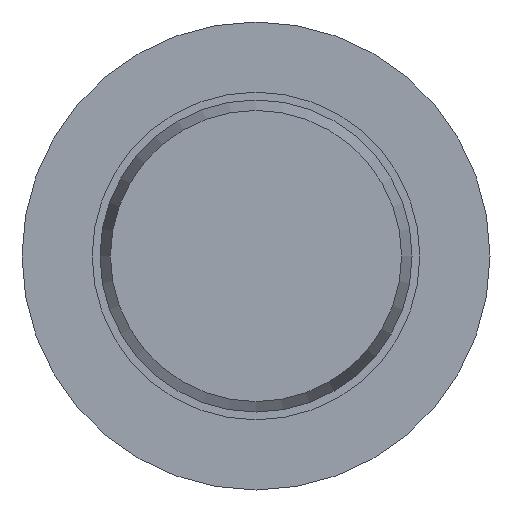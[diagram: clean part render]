
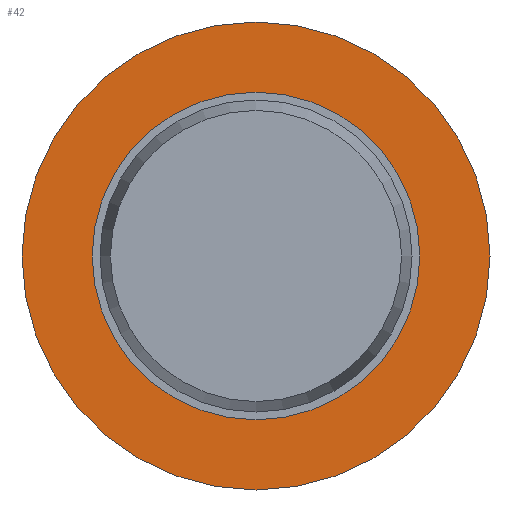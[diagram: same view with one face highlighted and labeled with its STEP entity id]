
A CAD part, front view. The second image highlights one B-rep face of the part: STEP entity #42.
In plain terms, the highlighted planar face has unit normal (0, -1, 0).
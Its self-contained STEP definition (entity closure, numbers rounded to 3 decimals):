
#42 = ADVANCED_FACE( '', ( #89, #90 ), #91, .F. );
#89 = FACE_BOUND( '', #142, .T. );
#90 = FACE_OUTER_BOUND( '', #143, .T. );
#91 = PLANE( '', #144 );
#142 = EDGE_LOOP( '', ( #195 ) );
#143 = EDGE_LOOP( '', ( #196 ) );
#144 = AXIS2_PLACEMENT_3D( '', #197, #198, #199 );
#195 = ORIENTED_EDGE( '', *, *, #255, .F. );
#196 = ORIENTED_EDGE( '', *, *, #256, .T. );
#197 = CARTESIAN_POINT( '', ( 15., 20., 0. ) );
#198 = DIRECTION( '', ( 0., 1., 0. ) );
#199 = DIRECTION( '', ( 0., 0., 1. ) );
#255 = EDGE_CURVE( '', #283, #283, #284, .T. );
#256 = EDGE_CURVE( '', #285, #285, #286, .T. );
#283 = VERTEX_POINT( '', #317 );
#284 = CIRCLE( '', #318, 10.5 );
#285 = VERTEX_POINT( '', #319 );
#286 = CIRCLE( '', #320, 15. );
#317 = CARTESIAN_POINT( '', ( 0., 20., -10.5 ) );
#318 = AXIS2_PLACEMENT_3D( '', #352, #353, #354 );
#319 = CARTESIAN_POINT( '', ( 0., 20., -15. ) );
#320 = AXIS2_PLACEMENT_3D( '', #355, #356, #357 );
#352 = CARTESIAN_POINT( '', ( 0., 20., 0. ) );
#353 = DIRECTION( '', ( 0., -1., 0. ) );
#354 = DIRECTION( '', ( 0., 0., -1. ) );
#355 = CARTESIAN_POINT( '', ( 0., 20., 0. ) );
#356 = DIRECTION( '', ( 0., -1., 0. ) );
#357 = DIRECTION( '', ( 0., 0., -1. ) );
